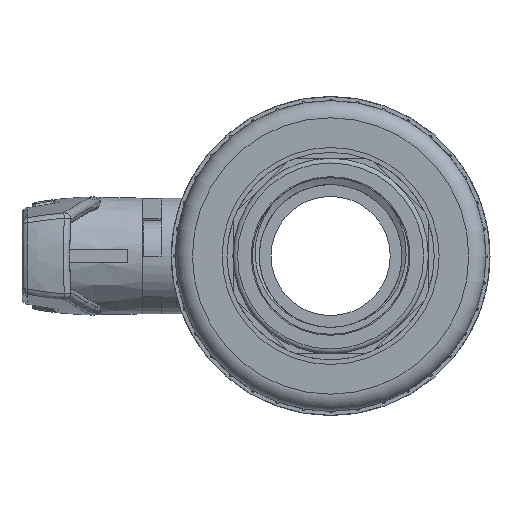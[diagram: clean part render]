
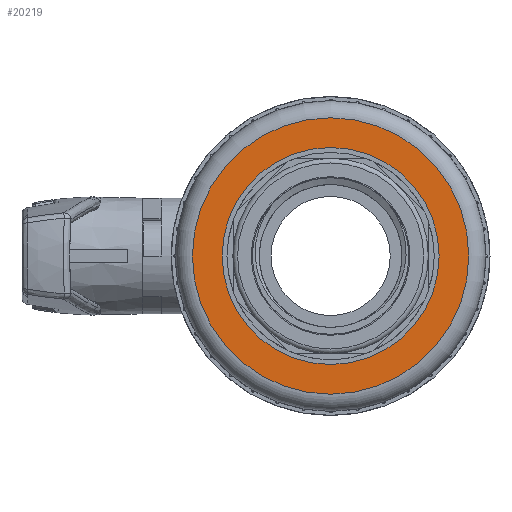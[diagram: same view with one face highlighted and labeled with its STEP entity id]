
A CAD part, left-side view. The second image highlights one B-rep face of the part: STEP entity #20219.
In plain terms, the highlighted planar face has unit normal (-1, 0, 0).
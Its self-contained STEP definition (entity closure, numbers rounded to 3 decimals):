
#4372=FACE_BOUND('',#5690,.T.);
#4506=FACE_OUTER_BOUND('',#5689,.T.);
#5689=EDGE_LOOP('',(#13596));
#5690=EDGE_LOOP('',(#13597));
#7056=CIRCLE('',#21562,29.34);
#7057=CIRCLE('',#21563,23.04);
#8151=VERTEX_POINT('',#32280);
#8152=VERTEX_POINT('',#32282);
#10328=EDGE_CURVE('',#8151,#8151,#7056,.T.);
#10329=EDGE_CURVE('',#8152,#8152,#7057,.T.);
#13596=ORIENTED_EDGE('',*,*,#10328,.T.);
#13597=ORIENTED_EDGE('',*,*,#10329,.T.);
#19658=PLANE('',#21561);
#20219=ADVANCED_FACE('',(#4506,#4372),#19658,.F.);
#21561=AXIS2_PLACEMENT_3D('',#32279,#23966,#23967);
#21562=AXIS2_PLACEMENT_3D('',#32281,#23968,#23969);
#21563=AXIS2_PLACEMENT_3D('',#32283,#23970,#23971);
#23966=DIRECTION('center_axis',(1.,0.,0.));
#23967=DIRECTION('ref_axis',(0.,1.,0.));
#23968=DIRECTION('center_axis',(-1.,0.,0.));
#23969=DIRECTION('ref_axis',(0.,1.,0.));
#23970=DIRECTION('center_axis',(1.,0.,0.));
#23971=DIRECTION('ref_axis',(0.,0.,-1.));
#32279=CARTESIAN_POINT('Origin',(-678.46,31.69,0.));
#32280=CARTESIAN_POINT('',(-678.46,-30.59,0.));
#32281=CARTESIAN_POINT('Origin',(-678.46,-1.25,0.));
#32282=CARTESIAN_POINT('',(-678.46,-1.25,23.04));
#32283=CARTESIAN_POINT('Origin',(-678.46,-1.25,0.));
